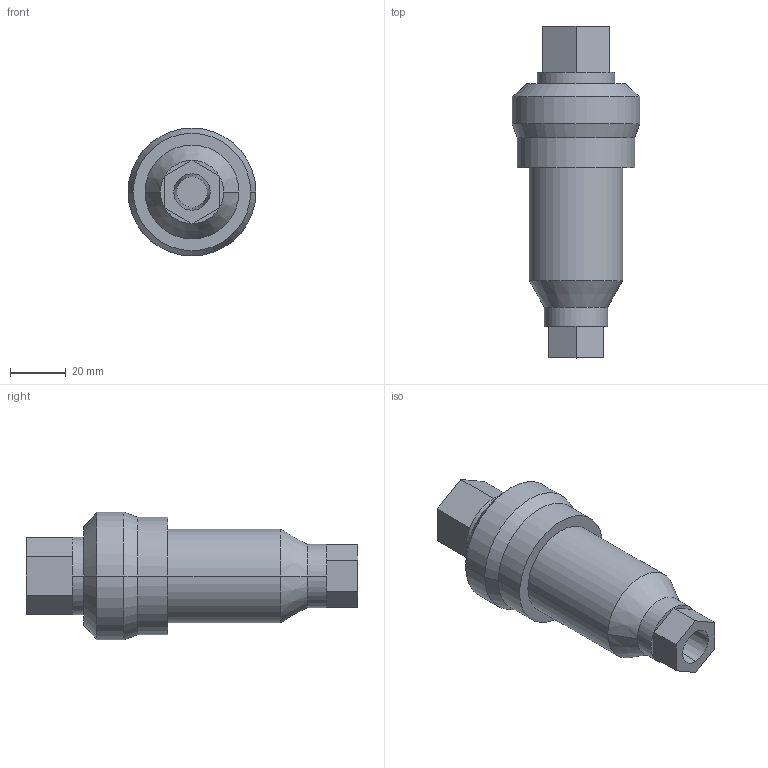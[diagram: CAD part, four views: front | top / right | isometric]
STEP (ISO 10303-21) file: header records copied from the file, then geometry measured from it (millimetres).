
FILE_DESCRIPTION((''),'2;1');
FILE_NAME('MARR-0120-BO','2022-03-11T14:31:57',('DLachman'),('MATHESON TRI-GAS'),'CREO PARAMETRIC BY PTC INC, 2018260','CREO PARAMETRIC BY PTC INC, 2018260','');
FILE_SCHEMA(('CONFIG_CONTROL_DESIGN'));
Length unit declared in the file: inch
Products named in the file (1): MARR-0120-BO
Bounding box: 45.72 x 118.61 x 45.72 mm (x, y, z)
Volume: 98577.6 mm3; surface area: 15849.6 mm2
Topology: 1 solids, 1 shells, 50 faces, 98 edges, 54 vertices
Faces by surface type: plane 30, cylinder 10, cone 10
Entity records: 1292 total; most frequent: DIRECTION 240, CARTESIAN_POINT 202, ORIENTED_EDGE 196, EDGE_CURVE 98, AXIS2_PLACEMENT_3D 92, VECTOR 56, LINE 56, VERTEX_POINT 54
